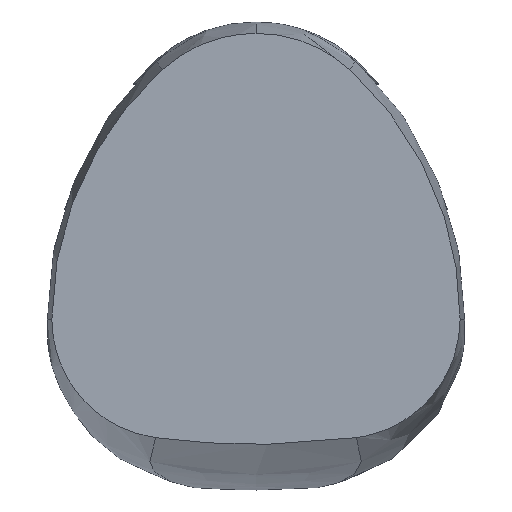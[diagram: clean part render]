
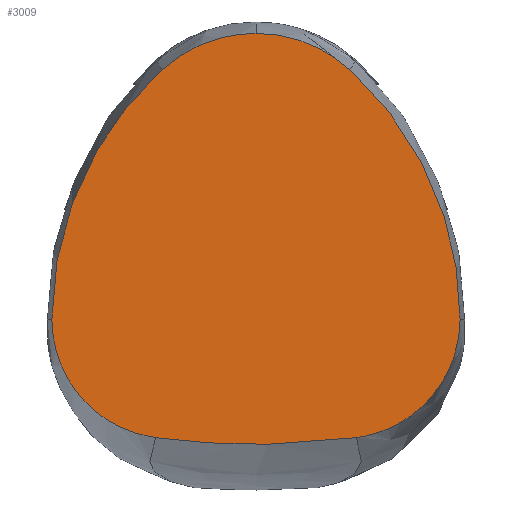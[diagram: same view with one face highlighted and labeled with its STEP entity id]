
A CAD part, front view. The second image highlights one B-rep face of the part: STEP entity #3009.
In plain terms, the highlighted planar face has unit normal (0, -1, 0).
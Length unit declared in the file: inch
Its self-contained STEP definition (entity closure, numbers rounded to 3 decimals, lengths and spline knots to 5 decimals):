
#59=PLANE('',#3195);
#189=FACE_OUTER_BOUND('',#356,.T.);
#356=EDGE_LOOP('',(#2094,#2095,#2096,#2097,#2098,#2099,#2100));
#544=B_SPLINE_CURVE_WITH_KNOTS('',3,(#4923,#4924,#4925,#4926,#4927,#4928,
#4929),.UNSPECIFIED.,.F.,.F.,(4,1,1,1,4),(0.,0.25,0.5,
0.75,1.),.UNSPECIFIED.);
#553=B_SPLINE_CURVE_WITH_KNOTS('',3,(#5333,#5334,#5335,#5336,#5337,#5338,
#5339),.UNSPECIFIED.,.F.,.F.,(4,1,1,1,4),(0.,0.25,0.5,0.75,1.),
 .UNSPECIFIED.);
#557=B_SPLINE_CURVE_WITH_KNOTS('',3,(#5376,#5377,#5378,#5379,#5380,#5381,
#5382),.UNSPECIFIED.,.F.,.F.,(4,1,1,1,4),(0.,0.25,0.5,0.75,1.),
 .UNSPECIFIED.);
#558=B_SPLINE_CURVE_WITH_KNOTS('',3,(#5384,#5385,#5386,#5387,#5388,#5389,
#5390),.UNSPECIFIED.,.F.,.F.,(4,1,1,1,4),(0.,0.25,0.5,0.75,1.),
 .UNSPECIFIED.);
#559=B_SPLINE_CURVE_WITH_KNOTS('',3,(#5392,#5393,#5394,#5395,#5396,#5397,
#5398,#5399,#5400,#5401,#5402,#5403),.UNSPECIFIED.,.F.,.F.,(4,1,1,1,2,1,
1,1,4),(0.,0.12482,0.24964,0.37446,0.49928,
0.62446,0.74964,0.87482,1.),.UNSPECIFIED.);
#560=B_SPLINE_CURVE_WITH_KNOTS('',3,(#5405,#5406,#5407,#5408,#5409,#5410,
#5411),.UNSPECIFIED.,.F.,.F.,(4,1,1,1,4),(0.,0.25,0.5,0.75,1.),
 .UNSPECIFIED.);
#561=B_SPLINE_CURVE_WITH_KNOTS('',3,(#5412,#5413,#5414,#5415,#5416,#5417,
#5418),.UNSPECIFIED.,.F.,.F.,(4,1,1,1,4),(0.,0.25,0.5,0.75,1.),
 .UNSPECIFIED.);
#1274=VERTEX_POINT('',#4867);
#1281=VERTEX_POINT('',#4918);
#1288=VERTEX_POINT('',#5332);
#1292=VERTEX_POINT('',#5375);
#1293=VERTEX_POINT('',#5383);
#1294=VERTEX_POINT('',#5391);
#1295=VERTEX_POINT('',#5404);
#1599=EDGE_CURVE('',#1281,#1274,#544,.T.);
#1608=EDGE_CURVE('',#1274,#1288,#553,.T.);
#1613=EDGE_CURVE('',#1292,#1281,#557,.T.);
#1614=EDGE_CURVE('',#1293,#1292,#558,.T.);
#1615=EDGE_CURVE('',#1294,#1293,#559,.T.);
#1616=EDGE_CURVE('',#1295,#1294,#560,.T.);
#1617=EDGE_CURVE('',#1288,#1295,#561,.T.);
#2094=ORIENTED_EDGE('',*,*,#1613,.F.);
#2095=ORIENTED_EDGE('',*,*,#1614,.F.);
#2096=ORIENTED_EDGE('',*,*,#1615,.F.);
#2097=ORIENTED_EDGE('',*,*,#1616,.F.);
#2098=ORIENTED_EDGE('',*,*,#1617,.F.);
#2099=ORIENTED_EDGE('',*,*,#1608,.F.);
#2100=ORIENTED_EDGE('',*,*,#1599,.F.);
#3009=ADVANCED_FACE('',(#189),#59,.F.);
#3195=AXIS2_PLACEMENT_3D('',#5374,#3460,#3461);
#3460=DIRECTION('center_axis',(0.,1.,0.));
#3461=DIRECTION('ref_axis',(0.,0.,1.));
#4867=CARTESIAN_POINT('',(0.,-0.086,1.04486));
#4918=CARTESIAN_POINT('',(-0.41381,-0.086,0.88476));
#4923=CARTESIAN_POINT('Ctrl Pts',(-0.41381,-0.086,0.88476));
#4924=CARTESIAN_POINT('Ctrl Pts',(-0.38492,-0.086,0.91105));
#4925=CARTESIAN_POINT('Ctrl Pts',(-0.32312,-0.086,0.95725));
#4926=CARTESIAN_POINT('Ctrl Pts',(-0.22129,-0.086,1.00733));
#4927=CARTESIAN_POINT('Ctrl Pts',(-0.11288,-0.086,1.03788));
#4928=CARTESIAN_POINT('Ctrl Pts',(-0.03783,-0.086,1.04486));
#4929=CARTESIAN_POINT('Ctrl Pts',(0.,-0.086,1.04486));
#5332=CARTESIAN_POINT('',(0.41381,-0.086,0.88476));
#5333=CARTESIAN_POINT('Ctrl Pts',(0.,-0.086,1.04486));
#5334=CARTESIAN_POINT('Ctrl Pts',(0.03783,-0.086,1.04486));
#5335=CARTESIAN_POINT('Ctrl Pts',(0.11288,-0.086,1.03788));
#5336=CARTESIAN_POINT('Ctrl Pts',(0.22129,-0.086,1.00733));
#5337=CARTESIAN_POINT('Ctrl Pts',(0.32312,-0.086,0.95725));
#5338=CARTESIAN_POINT('Ctrl Pts',(0.38492,-0.086,0.91105));
#5339=CARTESIAN_POINT('Ctrl Pts',(0.41381,-0.086,0.88476));
#5374=CARTESIAN_POINT('Origin',(0.29346,-0.086,0.1075));
#5375=CARTESIAN_POINT('',(-0.9,-0.086,-0.215));
#5376=CARTESIAN_POINT('Ctrl Pts',(-0.9,-0.086,-0.215));
#5377=CARTESIAN_POINT('Ctrl Pts',(-0.9,-0.086,-0.11184));
#5378=CARTESIAN_POINT('Ctrl Pts',(-0.87846,-0.086,
0.09447));
#5379=CARTESIAN_POINT('Ctrl Pts',(-0.78289,-0.086,
0.39057));
#5380=CARTESIAN_POINT('Ctrl Pts',(-0.6282,-0.086,
0.66055));
#5381=CARTESIAN_POINT('Ctrl Pts',(-0.49011,-0.086,0.81533));
#5382=CARTESIAN_POINT('Ctrl Pts',(-0.41381,-0.086,0.88476));
#5383=CARTESIAN_POINT('',(-0.44261,-0.086,-0.73792));
#5384=CARTESIAN_POINT('Ctrl Pts',(-0.44261,-0.086,-0.73792));
#5385=CARTESIAN_POINT('Ctrl Pts',(-0.50524,-0.086,-0.72951));
#5386=CARTESIAN_POINT('Ctrl Pts',(-0.62744,-0.086,
-0.68996));
#5387=CARTESIAN_POINT('Ctrl Pts',(-0.77816,-0.086,
-0.56992));
#5388=CARTESIAN_POINT('Ctrl Pts',(-0.87707,-0.086,
-0.40457));
#5389=CARTESIAN_POINT('Ctrl Pts',(-0.9,-0.086,-0.27819));
#5390=CARTESIAN_POINT('Ctrl Pts',(-0.9,-0.086,-0.215));
#5391=CARTESIAN_POINT('',(0.44261,-0.086,-0.73792));
#5392=CARTESIAN_POINT('Ctrl Pts',(0.44261,-0.086,-0.73792));
#5393=CARTESIAN_POINT('Ctrl Pts',(0.41225,-0.086,-0.74199));
#5394=CARTESIAN_POINT('Ctrl Pts',(0.34702,-0.086,-0.74991));
#5395=CARTESIAN_POINT('Ctrl Pts',(0.23525,-0.086,-0.75987));
#5396=CARTESIAN_POINT('Ctrl Pts',(0.11492,-0.086,-0.76625));
#5397=CARTESIAN_POINT('Ctrl Pts',(0.03694,-0.086,-0.7675));
#5398=CARTESIAN_POINT('Ctrl Pts',(-0.03705,-0.086,-0.7675));
#5399=CARTESIAN_POINT('Ctrl Pts',(-0.11508,-0.086,-0.76624));
#5400=CARTESIAN_POINT('Ctrl Pts',(-0.23517,-0.086,-0.75987));
#5401=CARTESIAN_POINT('Ctrl Pts',(-0.34681,-0.086,-0.74993));
#5402=CARTESIAN_POINT('Ctrl Pts',(-0.41216,-0.086,-0.742));
#5403=CARTESIAN_POINT('Ctrl Pts',(-0.44261,-0.086,-0.73792));
#5404=CARTESIAN_POINT('',(0.9,-0.086,-0.215));
#5405=CARTESIAN_POINT('Ctrl Pts',(0.9,-0.086,-0.215));
#5406=CARTESIAN_POINT('Ctrl Pts',(0.9,-0.086,-0.27819));
#5407=CARTESIAN_POINT('Ctrl Pts',(0.87707,-0.086,
-0.40457));
#5408=CARTESIAN_POINT('Ctrl Pts',(0.77816,-0.086,
-0.56992));
#5409=CARTESIAN_POINT('Ctrl Pts',(0.62744,-0.086,
-0.68996));
#5410=CARTESIAN_POINT('Ctrl Pts',(0.50524,-0.086,-0.72951));
#5411=CARTESIAN_POINT('Ctrl Pts',(0.44261,-0.086,-0.73792));
#5412=CARTESIAN_POINT('Ctrl Pts',(0.41381,-0.086,0.88476));
#5413=CARTESIAN_POINT('Ctrl Pts',(0.49011,-0.086,0.81533));
#5414=CARTESIAN_POINT('Ctrl Pts',(0.6282,-0.086,
0.66055));
#5415=CARTESIAN_POINT('Ctrl Pts',(0.78289,-0.086,0.39057));
#5416=CARTESIAN_POINT('Ctrl Pts',(0.87846,-0.086,
0.09447));
#5417=CARTESIAN_POINT('Ctrl Pts',(0.9,-0.086,-0.11184));
#5418=CARTESIAN_POINT('Ctrl Pts',(0.9,-0.086,-0.215));
